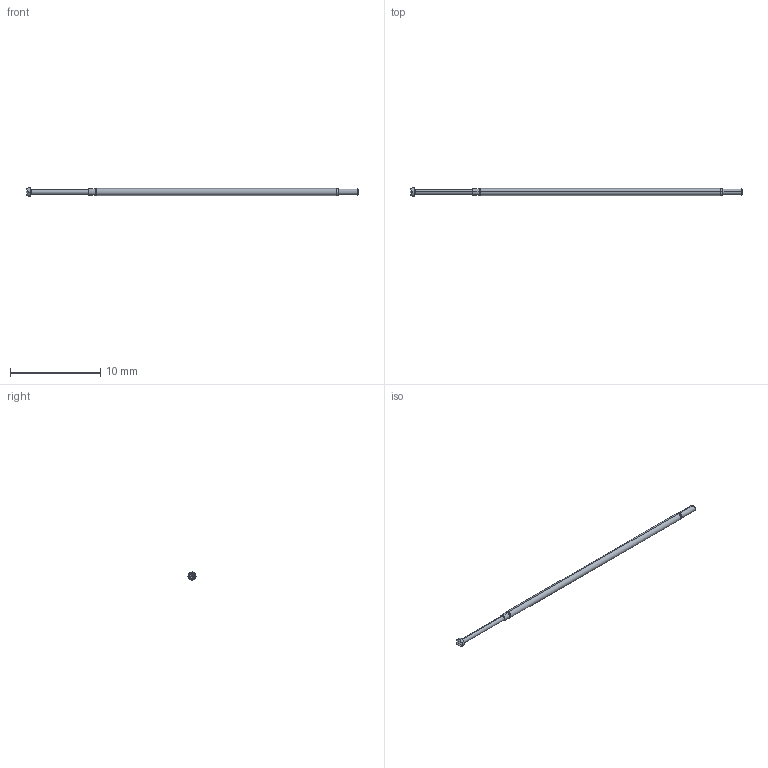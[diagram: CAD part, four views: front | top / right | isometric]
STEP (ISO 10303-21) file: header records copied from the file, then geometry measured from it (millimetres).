
FILE_DESCRIPTION (( 'STEP AP214' ), '1' );
FILE_NAME ('X39-PRP2509_-_.STEP', '2016-06-09T14:31:36', ( 'spare' ), ( '' ), 'SwSTEP 2.0', 'SolidWorks 2016', '' );
FILE_SCHEMA (( 'AUTOMOTIVE_DESIGN' ));
Length unit declared in the file: inch
Products named in the file (1): X39-PRP2509_-_
Bounding box: 36.83 x 0.89 x 0.89 mm (x, y, z)
Volume: 15.7 mm3; surface area: 86 mm2
Topology: 1 solids, 1 shells, 66 faces, 166 edges, 104 vertices
Faces by surface type: plane 40, cylinder 10, torus 10, cone 6
Entity records: 2848 total; most frequent: CARTESIAN_POINT 355, DIRECTION 334, ORIENTED_EDGE 332, EDGE_CURVE 166, VECTOR 120, LINE 120, AXIS2_PLACEMENT_3D 107, VERTEX_POINT 104
